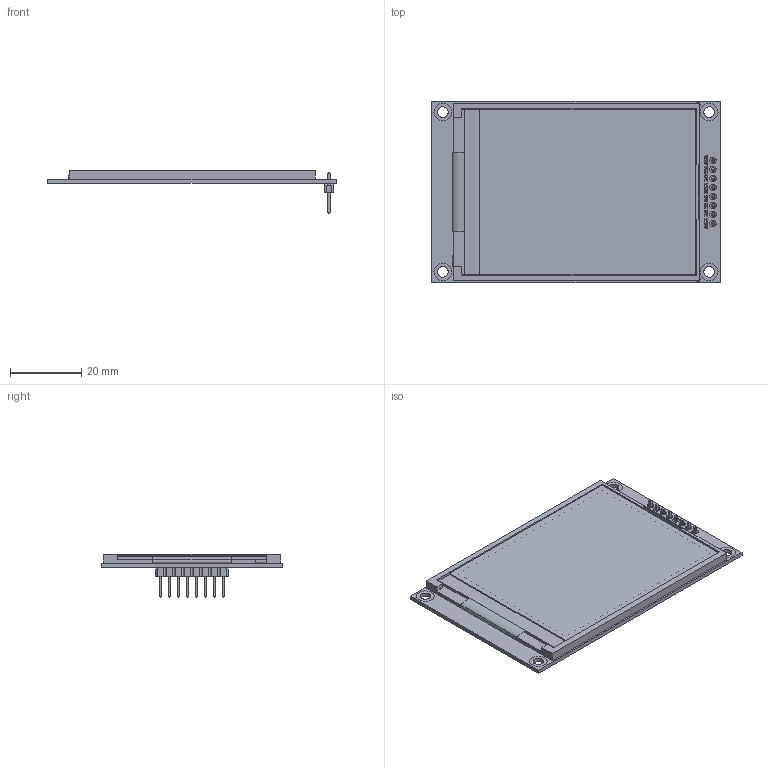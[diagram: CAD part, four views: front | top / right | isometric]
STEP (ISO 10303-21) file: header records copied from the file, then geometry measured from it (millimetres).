
FILE_DESCRIPTION(/* description */ (''),/* implementation_level */ '2;1');
FILE_NAME(/* name */ '2-8in 240x320 TFT LCD ILI9341.step',/* time_stamp */ '2023-07-03T17:13:48+01:00',/* author */ (''),/* organization */ (''),/* preprocessor_version */ 'ST-DEVELOPER v19.2',/* originating_system */ 'Autodesk Translation Framework v12.6.0.85',/* authorisation */ '');
FILE_SCHEMA (('AUTOMOTIVE_DESIGN { 1 0 10303 214 3 1 1 }'));
Length unit declared in the file: millimetre
Products named in the file (30): 2.8" 240x320 TFT LCD ILI9341; PCB; Pin Header; 1; Pino; Base; 2; Pino001; Base001; 3; Pino002; Base002; 4; Pino003; Base003; 5; Pino004; Base004; 6; Pino005; Base005; 7; Pino006; Base006; 8; Pino007; Base007; Frame; LCD; Glass
Assembly tree (29 placements, depth 4):
  2.8" 240x320 TFT LCD ILI9341
    PCB
    Pin Header
      1
        Pino
        Base
      2
        Pino001
        Base001
      3
        Pino002
        Base002
      4
        Pino003
        Base003
      5
        Pino004
        Base004
      6
        Pino005
        Base005
      7
        Pino006
        Base006
      8
        Pino007
        Base007
    Frame
    LCD
    Glass
Bounding box: 81.1 x 51.1 x 12.19 mm (x, y, z)
Volume: 12468.3 mm3; surface area: 29293.7 mm2
Topology: 20 solids, 22 shells, 1404 faces, 3845 edges, 2544 vertices
Faces by surface type: bspline 922, plane 434, cylinder 48
Full cylindrical faces by diameter (mm): 1 x12, 3 x4
Entity records: 46577 total; most frequent: CARTESIAN_POINT 16279, ORIENTED_EDGE 7682, EDGE_CURVE 3845, DIRECTION 3211, VERTEX_POINT 2544, LINE 1871, VECTOR 1871, B_SPLINE_CURVE_WITH_KNOTS 1844
